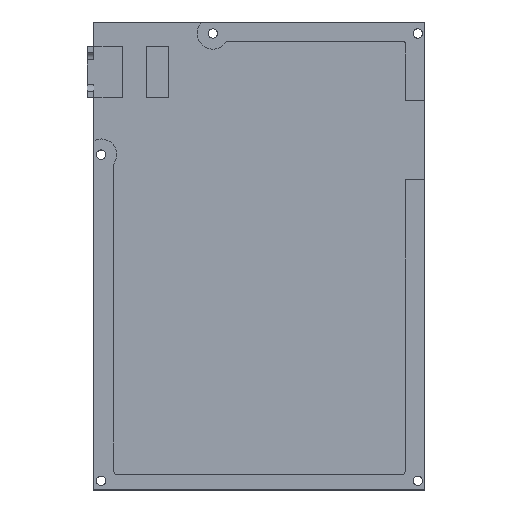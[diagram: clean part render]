
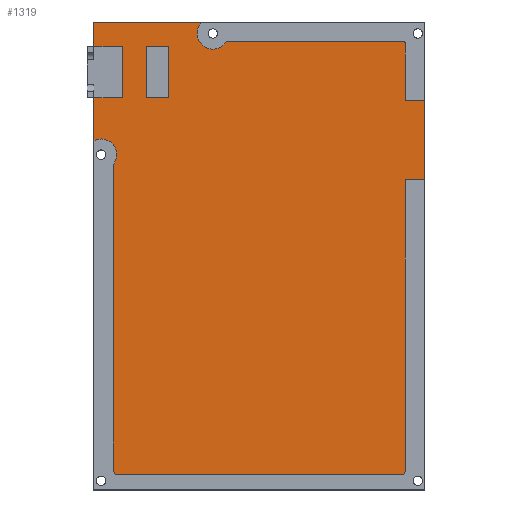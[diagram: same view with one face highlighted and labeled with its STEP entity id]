
A CAD part, top view. The second image highlights one B-rep face of the part: STEP entity #1319.
In plain terms, the highlighted planar face has unit normal (0, 0, 1).
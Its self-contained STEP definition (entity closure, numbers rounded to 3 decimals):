
#19=FACE_BOUND('',#198,.T.);
#20=FACE_BOUND('',#199,.T.);
#57=CIRCLE('',#1398,2.05);
#60=CIRCLE('',#1403,2.05);
#62=CIRCLE('',#1407,2.05);
#64=CIRCLE('',#1412,2.05);
#66=CIRCLE('',#1416,2.05);
#125=FACE_OUTER_BOUND('',#197,.T.);
#197=EDGE_LOOP('',(#977,#978,#979,#980,#981,#982,#983,#984,#985,#986,#987,
#988,#989,#990,#991,#992));
#198=EDGE_LOOP('',(#993,#994,#995,#996));
#199=EDGE_LOOP('',(#997));
#277=LINE('',#1925,#423);
#279=LINE('',#1930,#425);
#283=LINE('',#1938,#429);
#286=LINE('',#1944,#432);
#289=LINE('',#1949,#435);
#291=LINE('',#1954,#437);
#294=LINE('',#1960,#440);
#297=LINE('',#1965,#443);
#300=LINE('',#1970,#446);
#306=LINE('',#1987,#452);
#310=LINE('',#1999,#456);
#313=LINE('',#2008,#459);
#316=LINE('',#2014,#462);
#320=LINE('',#2026,#466);
#324=LINE('',#2038,#470);
#327=LINE('',#2042,#473);
#423=VECTOR('',#1533,10.);
#425=VECTOR('',#1537,10.);
#429=VECTOR('',#1543,10.);
#432=VECTOR('',#1548,10.);
#435=VECTOR('',#1553,10.);
#437=VECTOR('',#1559,10.);
#440=VECTOR('',#1564,10.);
#443=VECTOR('',#1569,10.);
#446=VECTOR('',#1574,10.);
#452=VECTOR('',#1588,10.);
#456=VECTOR('',#1600,10.);
#459=VECTOR('',#1611,10.);
#462=VECTOR('',#1616,10.);
#466=VECTOR('',#1628,10.);
#470=VECTOR('',#1640,10.);
#473=VECTOR('',#1645,10.);
#552=VERTEX_POINT('',#1884);
#559=VERTEX_POINT('',#1899);
#568=VERTEX_POINT('',#1923);
#569=VERTEX_POINT('',#1928);
#570=VERTEX_POINT('',#1929);
#573=VERTEX_POINT('',#1937);
#575=VERTEX_POINT('',#1943);
#577=VERTEX_POINT('',#1953);
#579=VERTEX_POINT('',#1959);
#581=VERTEX_POINT('',#1969);
#583=VERTEX_POINT('',#1975);
#587=VERTEX_POINT('',#1984);
#588=VERTEX_POINT('',#1986);
#590=VERTEX_POINT('',#1992);
#592=VERTEX_POINT('',#1998);
#594=VERTEX_POINT('',#2007);
#596=VERTEX_POINT('',#2013);
#598=VERTEX_POINT('',#2019);
#600=VERTEX_POINT('',#2025);
#602=VERTEX_POINT('',#2031);
#604=VERTEX_POINT('',#2037);
#695=EDGE_CURVE('',#559,#568,#277,.T.);
#697=EDGE_CURVE('',#569,#570,#279,.T.);
#701=EDGE_CURVE('',#573,#569,#283,.T.);
#704=EDGE_CURVE('',#575,#573,#286,.T.);
#707=EDGE_CURVE('',#570,#575,#289,.T.);
#709=EDGE_CURVE('',#577,#559,#291,.T.);
#712=EDGE_CURVE('',#579,#577,#294,.T.);
#715=EDGE_CURVE('',#552,#579,#297,.T.);
#718=EDGE_CURVE('',#581,#552,#300,.T.);
#721=EDGE_CURVE('',#583,#583,#57,.T.);
#726=EDGE_CURVE('',#588,#587,#306,.T.);
#729=EDGE_CURVE('',#590,#588,#60,.T.);
#732=EDGE_CURVE('',#592,#590,#310,.T.);
#735=EDGE_CURVE('',#568,#592,#62,.T.);
#737=EDGE_CURVE('',#594,#581,#313,.T.);
#740=EDGE_CURVE('',#596,#594,#316,.T.);
#743=EDGE_CURVE('',#598,#596,#64,.T.);
#746=EDGE_CURVE('',#600,#598,#320,.T.);
#749=EDGE_CURVE('',#602,#600,#66,.T.);
#752=EDGE_CURVE('',#604,#602,#324,.T.);
#755=EDGE_CURVE('',#587,#604,#327,.T.);
#977=ORIENTED_EDGE('',*,*,#709,.T.);
#978=ORIENTED_EDGE('',*,*,#695,.T.);
#979=ORIENTED_EDGE('',*,*,#735,.T.);
#980=ORIENTED_EDGE('',*,*,#732,.T.);
#981=ORIENTED_EDGE('',*,*,#729,.T.);
#982=ORIENTED_EDGE('',*,*,#726,.T.);
#983=ORIENTED_EDGE('',*,*,#755,.T.);
#984=ORIENTED_EDGE('',*,*,#752,.T.);
#985=ORIENTED_EDGE('',*,*,#749,.T.);
#986=ORIENTED_EDGE('',*,*,#746,.T.);
#987=ORIENTED_EDGE('',*,*,#743,.T.);
#988=ORIENTED_EDGE('',*,*,#740,.T.);
#989=ORIENTED_EDGE('',*,*,#737,.T.);
#990=ORIENTED_EDGE('',*,*,#718,.T.);
#991=ORIENTED_EDGE('',*,*,#715,.T.);
#992=ORIENTED_EDGE('',*,*,#712,.T.);
#993=ORIENTED_EDGE('',*,*,#697,.T.);
#994=ORIENTED_EDGE('',*,*,#707,.T.);
#995=ORIENTED_EDGE('',*,*,#704,.T.);
#996=ORIENTED_EDGE('',*,*,#701,.T.);
#997=ORIENTED_EDGE('',*,*,#721,.T.);
#1264=PLANE('',#1419);
#1319=ADVANCED_FACE('',(#125,#19,#20),#1264,.F.);
#1398=AXIS2_PLACEMENT_3D('',#1976,#1579,#1580);
#1403=AXIS2_PLACEMENT_3D('',#1993,#1594,#1595);
#1407=AXIS2_PLACEMENT_3D('',#2003,#1606,#1607);
#1412=AXIS2_PLACEMENT_3D('',#2020,#1622,#1623);
#1416=AXIS2_PLACEMENT_3D('',#2032,#1634,#1635);
#1419=AXIS2_PLACEMENT_3D('',#2043,#1646,#1647);
#1533=DIRECTION('',(0.,-1.,0.));
#1537=DIRECTION('',(0.,-1.,0.));
#1543=DIRECTION('',(1.,0.,0.));
#1548=DIRECTION('',(0.,1.,0.));
#1553=DIRECTION('',(-1.,0.,0.));
#1559=DIRECTION('',(-1.,0.,0.));
#1564=DIRECTION('',(0.,-1.,0.));
#1569=DIRECTION('',(1.,0.,0.));
#1574=DIRECTION('',(0.,-1.,0.));
#1579=DIRECTION('center_axis',(0.,0.,-1.));
#1580=DIRECTION('ref_axis',(1.,0.,0.));
#1588=DIRECTION('',(0.,-1.,0.));
#1594=DIRECTION('center_axis',(0.,0.,-1.));
#1595=DIRECTION('ref_axis',(-0.997,0.075,0.));
#1600=DIRECTION('',(0.,-1.,0.));
#1606=DIRECTION('center_axis',(0.,0.,-1.));
#1607=DIRECTION('ref_axis',(-0.997,0.075,0.));
#1611=DIRECTION('',(-1.,0.,0.));
#1616=DIRECTION('',(0.,1.,0.));
#1622=DIRECTION('center_axis',(0.,0.,-1.));
#1623=DIRECTION('ref_axis',(0.972,-0.233,0.));
#1628=DIRECTION('',(0.,1.,0.));
#1634=DIRECTION('center_axis',(0.,0.,-1.));
#1635=DIRECTION('ref_axis',(0.972,-0.233,0.));
#1640=DIRECTION('',(0.,1.,0.));
#1645=DIRECTION('',(1.,0.,0.));
#1646=DIRECTION('center_axis',(0.,0.,-1.));
#1647=DIRECTION('ref_axis',(1.,0.,0.));
#1884=CARTESIAN_POINT('',(100.55,-41.436,-4.145));
#1899=CARTESIAN_POINT('',(100.55,-54.576,-4.145));
#1923=CARTESIAN_POINT('',(100.55,-68.161,-4.145));
#1925=CARTESIAN_POINT('',(100.55,-35.165,-4.145));
#1928=CARTESIAN_POINT('',(119.701,-41.436,-4.145));
#1929=CARTESIAN_POINT('',(119.701,-54.576,-4.145));
#1930=CARTESIAN_POINT('',(119.701,-68.201,-4.145));
#1937=CARTESIAN_POINT('',(113.964,-41.436,-4.145));
#1938=CARTESIAN_POINT('',(128.407,-41.436,-4.145));
#1943=CARTESIAN_POINT('',(113.964,-54.576,-4.145));
#1944=CARTESIAN_POINT('',(113.964,-74.771,-4.145));
#1949=CARTESIAN_POINT('',(131.275,-54.576,-4.145));
#1953=CARTESIAN_POINT('',(107.85,-54.576,-4.145));
#1954=CARTESIAN_POINT('',(125.35,-54.576,-4.145));
#1959=CARTESIAN_POINT('',(107.85,-41.436,-4.145));
#1960=CARTESIAN_POINT('',(107.85,-68.201,-4.145));
#1965=CARTESIAN_POINT('',(121.7,-41.436,-4.145));
#1969=CARTESIAN_POINT('',(100.55,-35.165,-4.145));
#1970=CARTESIAN_POINT('',(100.55,-35.165,-4.145));
#1975=CARTESIAN_POINT('',(128.919,-38.1,-4.145));
#1976=CARTESIAN_POINT('Origin',(130.969,-38.1,-4.145));
#1984=CARTESIAN_POINT('',(100.55,-154.765,-4.145));
#1986=CARTESIAN_POINT('',(100.55,-153.295,-4.145));
#1987=CARTESIAN_POINT('',(100.55,-35.165,-4.145));
#1992=CARTESIAN_POINT('',(100.55,-151.505,-4.145));
#1993=CARTESIAN_POINT('Origin',(102.394,-152.4,-4.145));
#1998=CARTESIAN_POINT('',(100.55,-69.952,-4.145));
#1999=CARTESIAN_POINT('',(100.55,-35.165,-4.145));
#2003=CARTESIAN_POINT('Origin',(102.394,-69.056,-4.145));
#2007=CARTESIAN_POINT('',(185.15,-35.165,-4.145));
#2008=CARTESIAN_POINT('',(185.15,-35.165,-4.145));
#2013=CARTESIAN_POINT('',(185.15,-37.107,-4.145));
#2014=CARTESIAN_POINT('',(185.15,-154.765,-4.145));
#2019=CARTESIAN_POINT('',(185.15,-39.093,-4.145));
#2020=CARTESIAN_POINT('Origin',(183.356,-38.1,-4.145));
#2025=CARTESIAN_POINT('',(185.15,-151.407,-4.145));
#2026=CARTESIAN_POINT('',(185.15,-154.765,-4.145));
#2031=CARTESIAN_POINT('',(185.15,-153.393,-4.145));
#2032=CARTESIAN_POINT('Origin',(183.356,-152.4,-4.145));
#2037=CARTESIAN_POINT('',(185.15,-154.765,-4.145));
#2038=CARTESIAN_POINT('',(185.15,-154.765,-4.145));
#2042=CARTESIAN_POINT('',(100.55,-154.765,-4.145));
#2043=CARTESIAN_POINT('Origin',(142.85,-94.965,-4.145));
